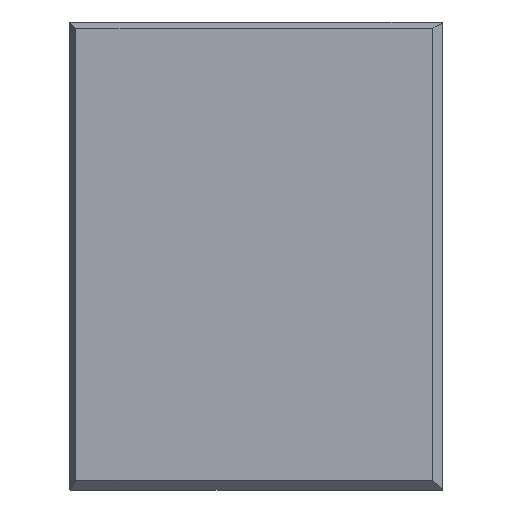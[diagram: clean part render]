
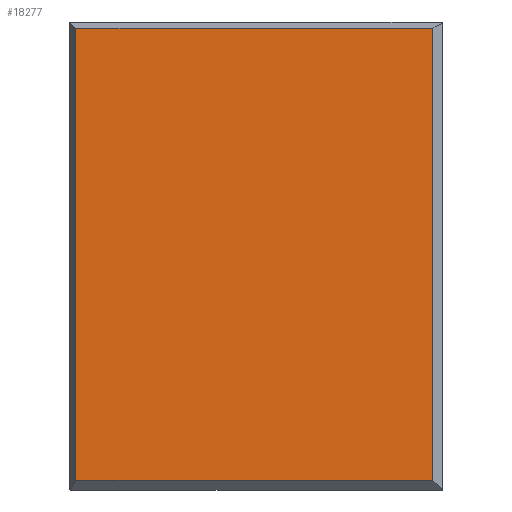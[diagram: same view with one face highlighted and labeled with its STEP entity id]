
A CAD part, left-side view. The second image highlights one B-rep face of the part: STEP entity #18277.
In plain terms, the highlighted planar face has unit normal (-1, 0, 0).
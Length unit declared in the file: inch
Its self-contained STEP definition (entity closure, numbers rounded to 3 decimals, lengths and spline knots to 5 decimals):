
#13 = CARTESIAN_POINT ( 'NONE',  ( 0.1486, -0.785, 3.29036 ) ) ;
#1354 = EDGE_CURVE ( 'NONE', #9827, #12212, #23104, .T. ) ;
#1416 = CARTESIAN_POINT ( 'NONE',  ( 0.1486, 0.0409, 3.81669 ) ) ;
#3203 = CARTESIAN_POINT ( 'NONE',  ( 0.1486, -0.785, 3.81669 ) ) ;
#3234 = FACE_OUTER_BOUND ( 'NONE', #10022, .T. ) ;
#3261 = DIRECTION ( 'NONE',  ( 0., 0., -1. ) ) ;
#4152 = ORIENTED_EDGE ( 'NONE', *, *, #22196, .T. ) ;
#6004 = LINE ( 'NONE', #19046, #16439 ) ;
#6608 = CARTESIAN_POINT ( 'NONE',  ( 0.1486, -0.785, 2.77036 ) ) ;
#7950 = VERTEX_POINT ( 'NONE', #6608 ) ;
#8535 = CARTESIAN_POINT ( 'NONE',  ( 0.1486, -0.375, 3.29036 ) ) ;
#9827 = VERTEX_POINT ( 'NONE', #1416 ) ;
#10022 = EDGE_LOOP ( 'NONE', ( #12178, #4152, #24766, #12507 ) ) ;
#12178 = ORIENTED_EDGE ( 'NONE', *, *, #18439, .T. ) ;
#12212 = VERTEX_POINT ( 'NONE', #24412 ) ;
#12492 = DIRECTION ( 'NONE',  ( 0., 0., 1. ) ) ;
#12507 = ORIENTED_EDGE ( 'NONE', *, *, #1354, .T. ) ;
#12556 = AXIS2_PLACEMENT_3D ( 'NONE', #8535, #22256, #12492 ) ;
#16031 = VECTOR ( 'NONE', #20101, 39.37008 ) ;
#16148 = CARTESIAN_POINT ( 'NONE',  ( 0.1486, 0.065, 3.81669 ) ) ;
#16439 = VECTOR ( 'NONE', #17248, 39.37008 ) ;
#17248 = DIRECTION ( 'NONE',  ( 0., -1., 0. ) ) ;
#17570 = LINE ( 'NONE', #13, #21873 ) ;
#18277 = ADVANCED_FACE ( 'NONE', ( #3234 ), #18481, .T. ) ;
#18439 = EDGE_CURVE ( 'NONE', #12212, #7950, #6004, .T. ) ;
#18481 = PLANE ( 'NONE',  #12556 ) ;
#18873 = CARTESIAN_POINT ( 'NONE',  ( 0.1486, 0.0409, 2.74036 ) ) ;
#19046 = CARTESIAN_POINT ( 'NONE',  ( 0.1486, -0.375, 2.77036 ) ) ;
#20101 = DIRECTION ( 'NONE',  ( 0., 1., 0. ) ) ;
#20335 = LINE ( 'NONE', #16148, #16031 ) ;
#20968 = VECTOR ( 'NONE', #3261, 39.37008 ) ;
#21243 = VERTEX_POINT ( 'NONE', #3203 ) ;
#21873 = VECTOR ( 'NONE', #25360, 39.37008 ) ;
#22196 = EDGE_CURVE ( 'NONE', #7950, #21243, #17570, .T. ) ;
#22256 = DIRECTION ( 'NONE',  ( -1., 0., 0. ) ) ;
#22262 = EDGE_CURVE ( 'NONE', #21243, #9827, #20335, .T. ) ;
#23104 = LINE ( 'NONE', #18873, #20968 ) ;
#24412 = CARTESIAN_POINT ( 'NONE',  ( 0.1486, 0.0409, 2.77036 ) ) ;
#24766 = ORIENTED_EDGE ( 'NONE', *, *, #22262, .T. ) ;
#25360 = DIRECTION ( 'NONE',  ( 0., 0., 1. ) ) ;
